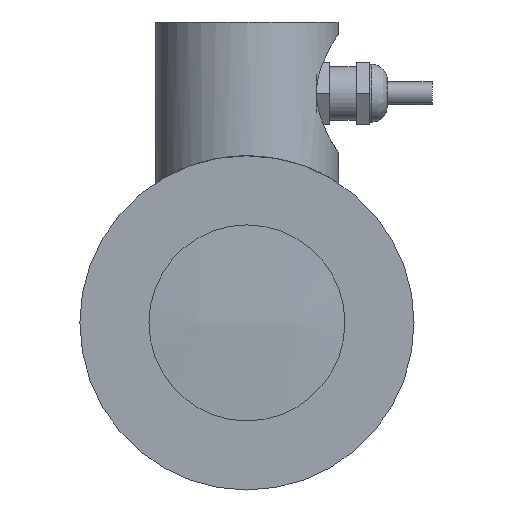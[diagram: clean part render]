
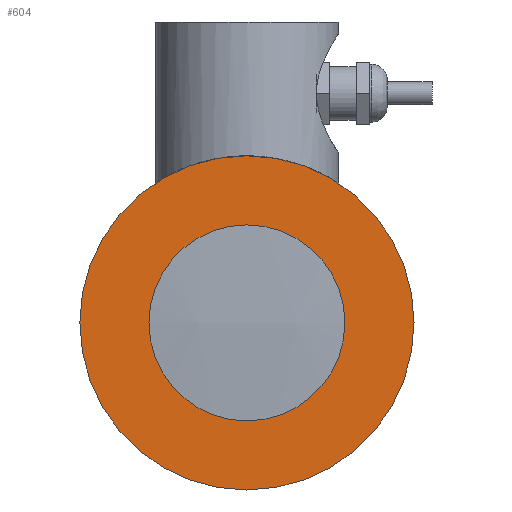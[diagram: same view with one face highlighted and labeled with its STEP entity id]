
A CAD part, front view. The second image highlights one B-rep face of the part: STEP entity #604.
In plain terms, the highlighted planar face has unit normal (0, -1, 0).
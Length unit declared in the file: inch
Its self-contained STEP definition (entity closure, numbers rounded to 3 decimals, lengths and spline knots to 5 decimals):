
#38=FACE_BOUND('',#146,.T.);
#62=PLANE('',#684);
#99=FACE_OUTER_BOUND('',#145,.T.);
#145=EDGE_LOOP('',(#554,#555));
#146=EDGE_LOOP('',(#556,#557));
#259=CIRCLE('',#669,0.865);
#260=CIRCLE('',#670,0.865);
#267=CIRCLE('',#682,1.475);
#268=CIRCLE('',#683,1.475);
#314=VERTEX_POINT('',#1152);
#315=VERTEX_POINT('',#1154);
#322=VERTEX_POINT('',#1175);
#323=VERTEX_POINT('',#1176);
#390=EDGE_CURVE('',#314,#315,#259,.T.);
#391=EDGE_CURVE('',#315,#314,#260,.T.);
#399=EDGE_CURVE('',#322,#323,#267,.T.);
#400=EDGE_CURVE('',#323,#322,#268,.T.);
#554=ORIENTED_EDGE('',*,*,#399,.T.);
#555=ORIENTED_EDGE('',*,*,#400,.T.);
#556=ORIENTED_EDGE('',*,*,#391,.F.);
#557=ORIENTED_EDGE('',*,*,#390,.F.);
#604=ADVANCED_FACE('',(#99,#38),#62,.T.);
#669=AXIS2_PLACEMENT_3D('',#1155,#831,#832);
#670=AXIS2_PLACEMENT_3D('',#1156,#833,#834);
#682=AXIS2_PLACEMENT_3D('',#1177,#858,#859);
#683=AXIS2_PLACEMENT_3D('',#1178,#860,#861);
#684=AXIS2_PLACEMENT_3D('',#1180,#863,#864);
#831=DIRECTION('center_axis',(0.,-1.,0.));
#832=DIRECTION('ref_axis',(1.,0.,0.));
#833=DIRECTION('center_axis',(0.,-1.,0.));
#834=DIRECTION('ref_axis',(1.,0.,0.));
#858=DIRECTION('center_axis',(0.,-1.,0.));
#859=DIRECTION('ref_axis',(1.,0.,0.));
#860=DIRECTION('center_axis',(0.,-1.,0.));
#861=DIRECTION('ref_axis',(1.,0.,0.));
#863=DIRECTION('center_axis',(0.,-1.,0.));
#864=DIRECTION('ref_axis',(0.,0.,-1.));
#1152=CARTESIAN_POINT('',(-0.865,-1.515,0.));
#1154=CARTESIAN_POINT('',(0.865,-1.515,0.));
#1155=CARTESIAN_POINT('Origin',(0.,-1.515,0.));
#1156=CARTESIAN_POINT('Origin',(0.,-1.515,0.));
#1175=CARTESIAN_POINT('',(1.475,-1.515,0.));
#1176=CARTESIAN_POINT('',(-1.475,-1.515,0.));
#1177=CARTESIAN_POINT('Origin',(0.,-1.515,0.));
#1178=CARTESIAN_POINT('Origin',(0.,-1.515,0.));
#1180=CARTESIAN_POINT('Origin',(0.865,-1.515,0.));
